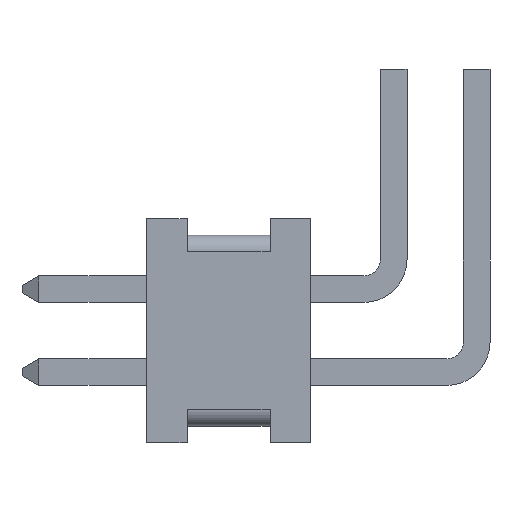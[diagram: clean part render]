
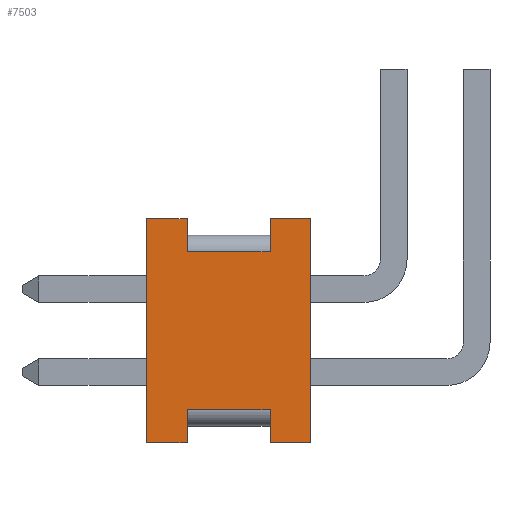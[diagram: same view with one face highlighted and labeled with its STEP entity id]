
A CAD part, left-side view. The second image highlights one B-rep face of the part: STEP entity #7503.
In plain terms, the highlighted planar face has unit normal (-1, 0, 0).
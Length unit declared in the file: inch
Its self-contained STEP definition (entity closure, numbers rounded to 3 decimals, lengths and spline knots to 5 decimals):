
#145 = ORIENTED_EDGE ( 'NONE', *, *, #7467, .T. ) ;
#147 = VECTOR ( 'NONE', #4130, 39.37008 ) ;
#182 = LINE ( 'NONE', #2870, #3119 ) ;
#375 = DIRECTION ( 'NONE',  ( 0., 0., -1. ) ) ;
#418 = VERTEX_POINT ( 'NONE', #7446 ) ;
#577 = EDGE_CURVE ( 'NONE', #5572, #4732, #3634, .T. ) ;
#617 = DIRECTION ( 'NONE',  ( 0., 0., -1. ) ) ;
#892 = EDGE_CURVE ( 'NONE', #9641, #4732, #5268, .T. ) ;
#1276 = DIRECTION ( 'NONE',  ( 0., -1., 0. ) ) ;
#1351 = ORIENTED_EDGE ( 'NONE', *, *, #8944, .T. ) ;
#1390 = CARTESIAN_POINT ( 'NONE',  ( -0.1, 0.0245, 0.0475 ) ) ;
#1554 = ORIENTED_EDGE ( 'NONE', *, *, #8757, .T. ) ;
#1561 = EDGE_LOOP ( 'NONE', ( #7168, #5764, #7177, #4351, #1554, #9625, #5553, #145, #1351, #7950, #3376, #6576 ) ) ;
#1631 = LINE ( 'NONE', #1929, #5283 ) ;
#1871 = CARTESIAN_POINT ( 'NONE',  ( -0.1, 0.099, 0.0475 ) ) ;
#1895 = EDGE_CURVE ( 'NONE', #4622, #2556, #182, .T. ) ;
#1929 = CARTESIAN_POINT ( 'NONE',  ( -0.1, 0.0745, -0.0675 ) ) ;
#2198 = CARTESIAN_POINT ( 'NONE',  ( -0.1, 0.0245, -0.0675 ) ) ;
#2249 = VERTEX_POINT ( 'NONE', #7909 ) ;
#2283 = DIRECTION ( 'NONE',  ( 0., 0., 1. ) ) ;
#2334 = VECTOR ( 'NONE', #9195, 39.37008 ) ;
#2556 = VERTEX_POINT ( 'NONE', #7826 ) ;
#2569 = CARTESIAN_POINT ( 'NONE',  ( -0.1, 0.0245, 0.0675 ) ) ;
#2581 = DIRECTION ( 'NONE',  ( 0., -1., 0. ) ) ;
#2855 = VERTEX_POINT ( 'NONE', #6739 ) ;
#2870 = CARTESIAN_POINT ( 'NONE',  ( -0.1, 0., 0.0675 ) ) ;
#2945 = DIRECTION ( 'NONE',  ( 1., 0., 0. ) ) ;
#3119 = VECTOR ( 'NONE', #3721, 39.37008 ) ;
#3265 = LINE ( 'NONE', #6959, #3628 ) ;
#3279 = EDGE_CURVE ( 'NONE', #4066, #9641, #9050, .T. ) ;
#3295 = EDGE_CURVE ( 'NONE', #4999, #4066, #7038, .T. ) ;
#3376 = ORIENTED_EDGE ( 'NONE', *, *, #8155, .F. ) ;
#3496 = VECTOR ( 'NONE', #4415, 39.37008 ) ;
#3628 = VECTOR ( 'NONE', #2581, 39.37008 ) ;
#3634 = LINE ( 'NONE', #7763, #8403 ) ;
#3639 = DIRECTION ( 'NONE',  ( 0., 0., -1. ) ) ;
#3721 = DIRECTION ( 'NONE',  ( 0., 0., 1. ) ) ;
#3742 = AXIS2_PLACEMENT_3D ( 'NONE', #8924, #2945, #617 ) ;
#3982 = CARTESIAN_POINT ( 'NONE',  ( -0.1, 0.099, -0.0675 ) ) ;
#4032 = VERTEX_POINT ( 'NONE', #6639 ) ;
#4035 = FACE_OUTER_BOUND ( 'NONE', #1561, .T. ) ;
#4066 = VERTEX_POINT ( 'NONE', #1390 ) ;
#4130 = DIRECTION ( 'NONE',  ( 0., 1., 0. ) ) ;
#4351 = ORIENTED_EDGE ( 'NONE', *, *, #5122, .F. ) ;
#4405 = EDGE_CURVE ( 'NONE', #418, #4032, #1631, .T. ) ;
#4415 = DIRECTION ( 'NONE',  ( 0., 0., 1. ) ) ;
#4622 = VERTEX_POINT ( 'NONE', #8928 ) ;
#4732 = VERTEX_POINT ( 'NONE', #7441 ) ;
#4982 = EDGE_CURVE ( 'NONE', #4032, #6930, #5843, .T. ) ;
#4999 = VERTEX_POINT ( 'NONE', #8758 ) ;
#5081 = VECTOR ( 'NONE', #375, 39.37008 ) ;
#5122 = EDGE_CURVE ( 'NONE', #2249, #5572, #7678, .T. ) ;
#5170 = LINE ( 'NONE', #3982, #2334 ) ;
#5268 = LINE ( 'NONE', #7238, #3496 ) ;
#5283 = VECTOR ( 'NONE', #6356, 39.37008 ) ;
#5331 = VECTOR ( 'NONE', #3639, 39.37008 ) ;
#5553 = ORIENTED_EDGE ( 'NONE', *, *, #4982, .T. ) ;
#5572 = VERTEX_POINT ( 'NONE', #5760 ) ;
#5760 = CARTESIAN_POINT ( 'NONE',  ( -0.1, 0.099, 0.0675 ) ) ;
#5764 = ORIENTED_EDGE ( 'NONE', *, *, #892, .T. ) ;
#5843 = LINE ( 'NONE', #9379, #5968 ) ;
#5968 = VECTOR ( 'NONE', #1276, 39.37008 ) ;
#5989 = DIRECTION ( 'NONE',  ( 0., -1., 0. ) ) ;
#6186 = VECTOR ( 'NONE', #2283, 39.37008 ) ;
#6320 = DIRECTION ( 'NONE',  ( 0., -1., 0. ) ) ;
#6356 = DIRECTION ( 'NONE',  ( 0., 0., 1. ) ) ;
#6576 = ORIENTED_EDGE ( 'NONE', *, *, #3295, .T. ) ;
#6639 = CARTESIAN_POINT ( 'NONE',  ( -0.1, 0.0745, -0.0475 ) ) ;
#6739 = CARTESIAN_POINT ( 'NONE',  ( -0.1, 0.0245, -0.0675 ) ) ;
#6930 = VERTEX_POINT ( 'NONE', #9615 ) ;
#6959 = CARTESIAN_POINT ( 'NONE',  ( -0.1, 0.099, -0.0675 ) ) ;
#6993 = CARTESIAN_POINT ( 'NONE',  ( -0.1, 0.0745, 0.0475 ) ) ;
#7038 = LINE ( 'NONE', #2569, #5081 ) ;
#7168 = ORIENTED_EDGE ( 'NONE', *, *, #3279, .T. ) ;
#7177 = ORIENTED_EDGE ( 'NONE', *, *, #577, .F. ) ;
#7238 = CARTESIAN_POINT ( 'NONE',  ( -0.1, 0.0745, 0.0675 ) ) ;
#7368 = CARTESIAN_POINT ( 'NONE',  ( -0.1, 0.099, 0.0675 ) ) ;
#7441 = CARTESIAN_POINT ( 'NONE',  ( -0.1, 0.0745, 0.0675 ) ) ;
#7446 = CARTESIAN_POINT ( 'NONE',  ( -0.1, 0.0745, -0.0675 ) ) ;
#7467 = EDGE_CURVE ( 'NONE', #6930, #2855, #9283, .T. ) ;
#7503 = ADVANCED_FACE ( 'NONE', ( #4035 ), #8133, .F. ) ;
#7678 = LINE ( 'NONE', #7368, #6186 ) ;
#7763 = CARTESIAN_POINT ( 'NONE',  ( -0.1, 0.099, 0.0675 ) ) ;
#7826 = CARTESIAN_POINT ( 'NONE',  ( -0.1, 0., 0.0675 ) ) ;
#7909 = CARTESIAN_POINT ( 'NONE',  ( -0.1, 0.099, -0.0675 ) ) ;
#7950 = ORIENTED_EDGE ( 'NONE', *, *, #1895, .T. ) ;
#8133 = PLANE ( 'NONE',  #3742 ) ;
#8148 = CARTESIAN_POINT ( 'NONE',  ( -0.1, 0.099, 0.0675 ) ) ;
#8155 = EDGE_CURVE ( 'NONE', #4999, #2556, #9029, .T. ) ;
#8192 = VECTOR ( 'NONE', #5989, 39.37008 ) ;
#8403 = VECTOR ( 'NONE', #6320, 39.37008 ) ;
#8757 = EDGE_CURVE ( 'NONE', #2249, #418, #5170, .T. ) ;
#8758 = CARTESIAN_POINT ( 'NONE',  ( -0.1, 0.0245, 0.0675 ) ) ;
#8924 = CARTESIAN_POINT ( 'NONE',  ( -0.1, 0.099, 0.0675 ) ) ;
#8928 = CARTESIAN_POINT ( 'NONE',  ( -0.1, 0., -0.0675 ) ) ;
#8944 = EDGE_CURVE ( 'NONE', #2855, #4622, #3265, .T. ) ;
#9029 = LINE ( 'NONE', #8148, #8192 ) ;
#9050 = LINE ( 'NONE', #1871, #147 ) ;
#9195 = DIRECTION ( 'NONE',  ( 0., -1., 0. ) ) ;
#9283 = LINE ( 'NONE', #2198, #5331 ) ;
#9379 = CARTESIAN_POINT ( 'NONE',  ( -0.1, 0.099, -0.0475 ) ) ;
#9615 = CARTESIAN_POINT ( 'NONE',  ( -0.1, 0.0245, -0.0475 ) ) ;
#9625 = ORIENTED_EDGE ( 'NONE', *, *, #4405, .T. ) ;
#9641 = VERTEX_POINT ( 'NONE', #6993 ) ;
